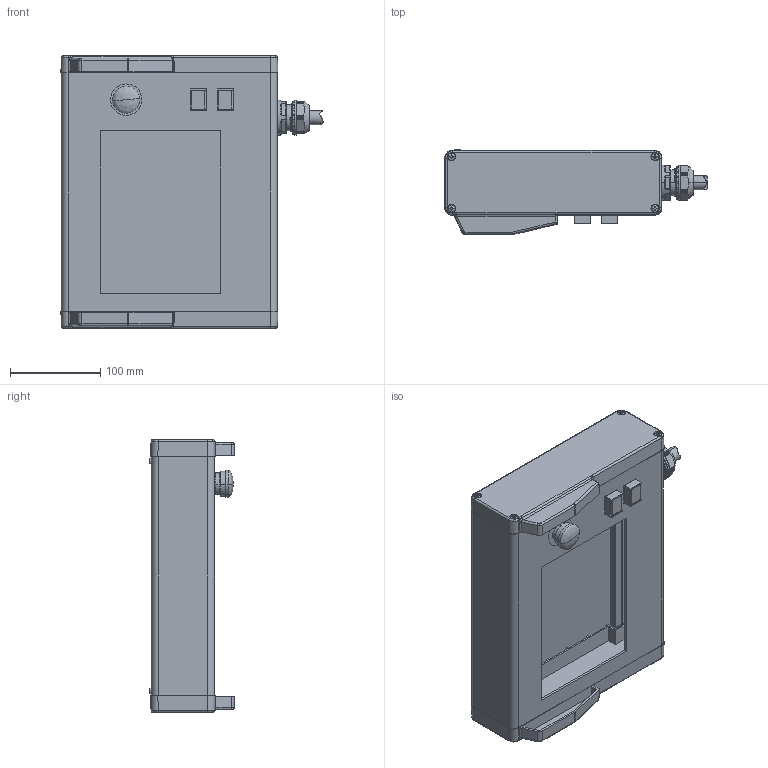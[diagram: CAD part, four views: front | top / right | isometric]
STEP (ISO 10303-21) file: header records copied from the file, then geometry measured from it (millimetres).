
FILE_DESCRIPTION (( 'STEP AP203' ), '1' );
FILE_NAME ('N2C-B712-STP.step', '2025-06-26T00:25:10', ( '' ), ( '' ), 'SwSTEP 2.0', 'SolidWorks 2020', '' );
FILE_SCHEMA (( 'CONFIG_CONTROL_DESIGN' ));
Length unit declared in the file: millimetre
Products named in the file (9): A165L-JGM-24D-1; PANEL_KETSUGO; HONTAI_KETSUGO; _X2_FF9BFF6FFF78FF85FF6FFF84_X0_; OA-W2219; 旕忢掆巭及腟(兂35) C4P-135S; N2C-B712-STP; A165E_LS_24D-01; H05-0023-CL901_OA-W2219
Assembly tree (9 placements, depth 3):
  N2C-B712-STP
    HONTAI_KETSUGO
    PANEL_KETSUGO
    旕忢掆巭及腟(兂35) C4P-135S
    A165E_LS_24D-01
    A165L-JGM-24D-1  x2
    H05-0023-CL901_OA-W2219
      OA-W2219
      _X2_FF9BFF6FFF78FF85FF6FFF84_X0_
Bounding box: 291.3 x 94.56 x 303 mm (x, y, z)
Volume: 612061.7 mm3; surface area: 496472.6 mm2
Topology: 7 solids, 13 shells, 1816 faces, 4945 edges, 3132 vertices
Faces by surface type: plane 881, cylinder 594, bspline 206, cone 103, sphere 20, torus 12
Entity records: 99622 total; most frequent: CARTESIAN_POINT 55233, ORIENTED_EDGE 9590, DIRECTION 8609, EDGE_CURVE 4808, VERTEX_POINT 3076, AXIS2_PLACEMENT_3D 3014, VECTOR 2581, LINE 2581
